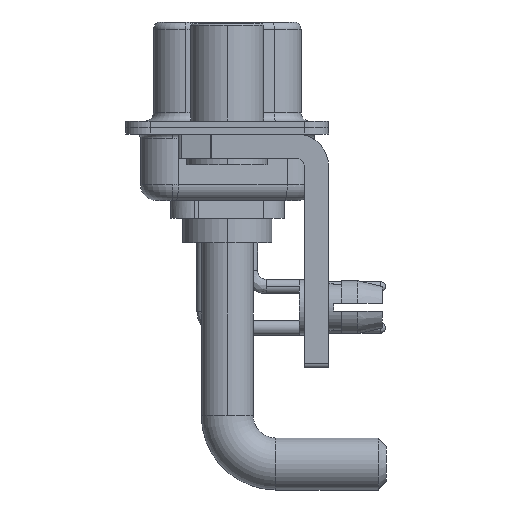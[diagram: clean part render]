
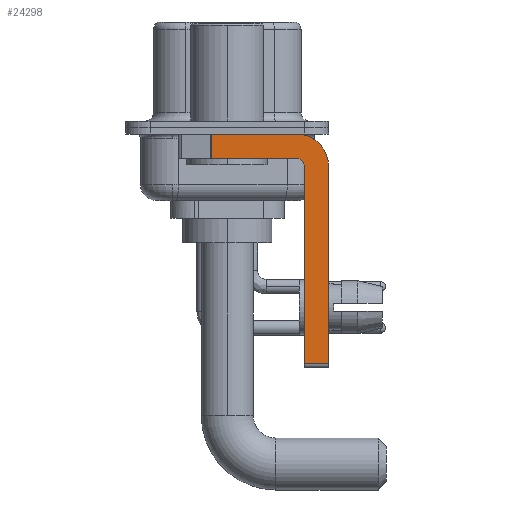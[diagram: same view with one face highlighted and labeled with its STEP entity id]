
A CAD part, left-side view. The second image highlights one B-rep face of the part: STEP entity #24298.
In plain terms, the highlighted planar face has unit normal (-1, 0, 0).
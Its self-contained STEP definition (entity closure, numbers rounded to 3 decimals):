
#34 = DIRECTION ( 'NONE',  ( 1., 0., 0. ) ) ;
#218 = EDGE_LOOP ( 'NONE', ( #7418, #7246, #3408, #2254, #15021, #14646, #21566, #1972 ) ) ;
#555 = CARTESIAN_POINT ( 'NONE',  ( -2.9, -4.25, -2.4 ) ) ;
#840 = DIRECTION ( 'NONE',  ( -1., 0., 0. ) ) ;
#1972 = ORIENTED_EDGE ( 'NONE', *, *, #20936, .F. ) ;
#2254 = ORIENTED_EDGE ( 'NONE', *, *, #4884, .F. ) ;
#2587 = LINE ( 'NONE', #9150, #5792 ) ;
#2746 = CARTESIAN_POINT ( 'NONE',  ( -2.9, -6.25, -2.4 ) ) ;
#3408 = ORIENTED_EDGE ( 'NONE', *, *, #11097, .F. ) ;
#3510 = AXIS2_PLACEMENT_3D ( 'NONE', #28253, #8253, #25554 ) ;
#3973 = CARTESIAN_POINT ( 'NONE',  ( -2.9, -4.75, -14.8 ) ) ;
#4113 = PLANE ( 'NONE',  #3510 ) ;
#4606 = CARTESIAN_POINT ( 'NONE',  ( -2.9, -6.25, -2.4 ) ) ;
#4884 = EDGE_CURVE ( 'NONE', #20853, #5483, #13478, .T. ) ;
#4897 = CARTESIAN_POINT ( 'NONE',  ( -2.9, -6.25, -14.55 ) ) ;
#5483 = VERTEX_POINT ( 'NONE', #9955 ) ;
#5716 = LINE ( 'NONE', #27729, #19673 ) ;
#5792 = VECTOR ( 'NONE', #9575, 1000. ) ;
#6085 = LINE ( 'NONE', #6351, #21635 ) ;
#6246 = EDGE_CURVE ( 'NONE', #21355, #25873, #6478, .T. ) ;
#6351 = CARTESIAN_POINT ( 'NONE',  ( -2.9, -4.25, -1.9 ) ) ;
#6478 = LINE ( 'NONE', #15222, #25341 ) ;
#6707 = VERTEX_POINT ( 'NONE', #19979 ) ;
#7246 = ORIENTED_EDGE ( 'NONE', *, *, #16773, .T. ) ;
#7418 = ORIENTED_EDGE ( 'NONE', *, *, #6246, .F. ) ;
#7966 = DIRECTION ( 'NONE',  ( 0., 0., 1. ) ) ;
#8003 = DIRECTION ( 'NONE',  ( 0., 0., -1. ) ) ;
#8253 = DIRECTION ( 'NONE',  ( 1., 0., 0. ) ) ;
#8364 = DIRECTION ( 'NONE',  ( 0., 1., 0. ) ) ;
#9150 = CARTESIAN_POINT ( 'NONE',  ( -2.9, -4.25, -14.55 ) ) ;
#9575 = DIRECTION ( 'NONE',  ( 0., -1., 0. ) ) ;
#9955 = CARTESIAN_POINT ( 'NONE',  ( -2.9, -4.25, -1.9 ) ) ;
#10289 = AXIS2_PLACEMENT_3D ( 'NONE', #555, #840, #26848 ) ;
#11097 = EDGE_CURVE ( 'NONE', #5483, #21077, #6085, .T. ) ;
#12398 = LINE ( 'NONE', #3973, #14006 ) ;
#13064 = EDGE_CURVE ( 'NONE', #22049, #17480, #26741, .T. ) ;
#13212 = CARTESIAN_POINT ( 'NONE',  ( -2.9, -4.25, -2.4 ) ) ;
#13478 = CIRCLE ( 'NONE', #10289, 0.5 ) ;
#14006 = VECTOR ( 'NONE', #7966, 1000. ) ;
#14646 = ORIENTED_EDGE ( 'NONE', *, *, #22530, .T. ) ;
#14921 = CARTESIAN_POINT ( 'NONE',  ( -2.9, 0.978, -0.4 ) ) ;
#15021 = ORIENTED_EDGE ( 'NONE', *, *, #21663, .F. ) ;
#15222 = CARTESIAN_POINT ( 'NONE',  ( -2.9, 3., -0.4 ) ) ;
#15347 = DIRECTION ( 'NONE',  ( 0., 0., -1. ) ) ;
#16773 = EDGE_CURVE ( 'NONE', #21355, #21077, #5716, .T. ) ;
#17480 = VERTEX_POINT ( 'NONE', #4897 ) ;
#19673 = VECTOR ( 'NONE', #8003, 1000. ) ;
#19979 = CARTESIAN_POINT ( 'NONE',  ( -2.9, -4.75, -14.55 ) ) ;
#20853 = VERTEX_POINT ( 'NONE', #21370 ) ;
#20936 = EDGE_CURVE ( 'NONE', #25873, #22049, #23988, .T. ) ;
#21077 = VERTEX_POINT ( 'NONE', #22627 ) ;
#21355 = VERTEX_POINT ( 'NONE', #14921 ) ;
#21370 = CARTESIAN_POINT ( 'NONE',  ( -2.9, -4.75, -2.4 ) ) ;
#21566 = ORIENTED_EDGE ( 'NONE', *, *, #13064, .F. ) ;
#21635 = VECTOR ( 'NONE', #8364, 1000. ) ;
#21663 = EDGE_CURVE ( 'NONE', #6707, #20853, #12398, .T. ) ;
#21908 = DIRECTION ( 'NONE',  ( 0., 0., -1. ) ) ;
#22049 = VERTEX_POINT ( 'NONE', #2746 ) ;
#22530 = EDGE_CURVE ( 'NONE', #6707, #17480, #2587, .T. ) ;
#22627 = CARTESIAN_POINT ( 'NONE',  ( -2.9, 0.978, -1.9 ) ) ;
#23831 = FACE_OUTER_BOUND ( 'NONE', #218, .T. ) ;
#23988 = CIRCLE ( 'NONE', #25802, 2. ) ;
#24298 = ADVANCED_FACE ( 'NONE', ( #23831 ), #4113, .F. ) ;
#25341 = VECTOR ( 'NONE', #25918, 1000. ) ;
#25554 = DIRECTION ( 'NONE',  ( 0., 0., -1. ) ) ;
#25802 = AXIS2_PLACEMENT_3D ( 'NONE', #13212, #34, #21908 ) ;
#25873 = VERTEX_POINT ( 'NONE', #26386 ) ;
#25918 = DIRECTION ( 'NONE',  ( 0., -1., 0. ) ) ;
#26386 = CARTESIAN_POINT ( 'NONE',  ( -2.9, -4.25, -0.4 ) ) ;
#26741 = LINE ( 'NONE', #4606, #27037 ) ;
#26848 = DIRECTION ( 'NONE',  ( 0., 0., 1. ) ) ;
#27037 = VECTOR ( 'NONE', #15347, 1000. ) ;
#27729 = CARTESIAN_POINT ( 'NONE',  ( -2.9, 0.978, -1.9 ) ) ;
#28253 = CARTESIAN_POINT ( 'NONE',  ( -2.9, -4.25, -2.4 ) ) ;
